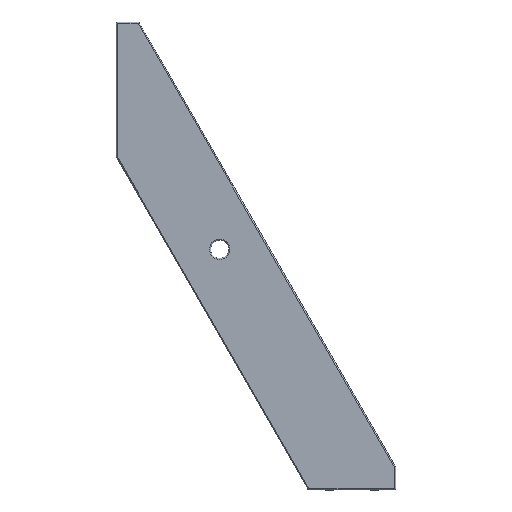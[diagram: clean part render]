
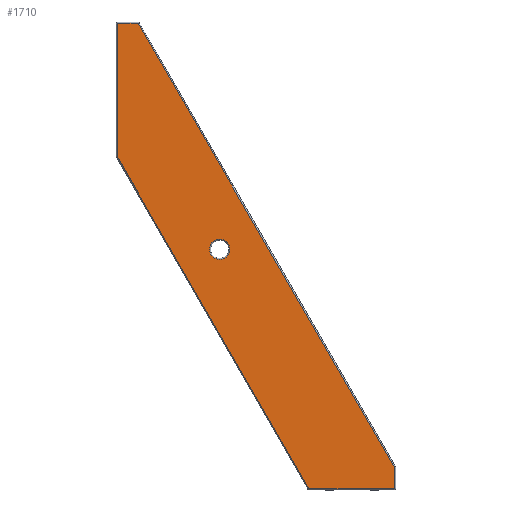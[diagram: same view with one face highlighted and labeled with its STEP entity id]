
A CAD part, left-side view. The second image highlights one B-rep face of the part: STEP entity #1710.
In plain terms, the highlighted planar face has unit normal (-1, 0, 0).
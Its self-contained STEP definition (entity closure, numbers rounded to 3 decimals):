
#2 = VERTEX_POINT ( 'NONE', #608 ) ;
#15 = DIRECTION ( 'NONE',  ( -1., 0., 0. ) ) ;
#18 = VERTEX_POINT ( 'NONE', #192 ) ;
#41 = VERTEX_POINT ( 'NONE', #478 ) ;
#55 = CARTESIAN_POINT ( 'NONE',  ( -5., 0., 0. ) ) ;
#60 = LINE ( 'NONE', #1599, #1610 ) ;
#64 = AXIS2_PLACEMENT_3D ( 'NONE', #1523, #496, #1666 ) ;
#114 = CARTESIAN_POINT ( 'NONE',  ( -5., 0., 2.5 ) ) ;
#134 = CARTESIAN_POINT ( 'NONE',  ( -5., -13.423, 209.5 ) ) ;
#143 = VERTEX_POINT ( 'NONE', #940 ) ;
#146 = EDGE_CURVE ( 'NONE', #1402, #560, #1735, .T. ) ;
#161 = DIRECTION ( 'NONE',  ( 0., 0., 1. ) ) ;
#168 = ORIENTED_EDGE ( 'NONE', *, *, #461, .T. ) ;
#184 = AXIS2_PLACEMENT_3D ( 'NONE', #272, #1452, #857 ) ;
#191 = EDGE_LOOP ( 'NONE', ( #168, #520, #566, #1854, #807, #831, #1632, #1477, #411, #1005, #380, #1509 ) ) ;
#192 = CARTESIAN_POINT ( 'NONE',  ( -5., -4.567, 150.018 ) ) ;
#227 = DIRECTION ( 'NONE',  ( -1., 0., 0. ) ) ;
#235 = CIRCLE ( 'NONE', #1887, 0.5 ) ;
#263 = DIRECTION ( 'NONE',  ( 0., -1., 0. ) ) ;
#272 = CARTESIAN_POINT ( 'NONE',  ( -5., -127.315, 3. ) ) ;
#279 = AXIS2_PLACEMENT_3D ( 'NONE', #453, #1336, #1357 ) ;
#281 = CARTESIAN_POINT ( 'NONE',  ( -5., -127.815, 11.732 ) ) ;
#289 = DIRECTION ( 'NONE',  ( 0., 0., -1. ) ) ;
#297 = EDGE_CURVE ( 'NONE', #18, #735, #1375, .T. ) ;
#302 = AXIS2_PLACEMENT_3D ( 'NONE', #55, #512, #1664 ) ;
#343 = DIRECTION ( 'NONE',  ( -1., 0., 0. ) ) ;
#380 = ORIENTED_EDGE ( 'NONE', *, *, #1007, .T. ) ;
#410 = EDGE_CURVE ( 'NONE', #1634, #18, #1577, .T. ) ;
#411 = ORIENTED_EDGE ( 'NONE', *, *, #1864, .T. ) ;
#433 = DIRECTION ( 'NONE',  ( 0., -0.5, -0.866 ) ) ;
#449 = EDGE_CURVE ( 'NONE', #672, #1163, #1314, .T. ) ;
#453 = CARTESIAN_POINT ( 'NONE',  ( -5., -50., 108.986 ) ) ;
#461 = EDGE_CURVE ( 'NONE', #41, #1634, #1860, .T. ) ;
#463 = CIRCLE ( 'NONE', #184, 0.5 ) ;
#478 = CARTESIAN_POINT ( 'NONE',  ( -5., -4.5, 209. ) ) ;
#496 = DIRECTION ( 'NONE',  ( -1., 0., 0. ) ) ;
#512 = DIRECTION ( 'NONE',  ( 1., 0., 0. ) ) ;
#520 = ORIENTED_EDGE ( 'NONE', *, *, #410, .T. ) ;
#521 = ORIENTED_EDGE ( 'NONE', *, *, #1190, .T. ) ;
#560 = VERTEX_POINT ( 'NONE', #1617 ) ;
#566 = ORIENTED_EDGE ( 'NONE', *, *, #297, .T. ) ;
#577 = CARTESIAN_POINT ( 'NONE',  ( -5., -127.815, 0. ) ) ;
#588 = CARTESIAN_POINT ( 'NONE',  ( -5., -5., 150.268 ) ) ;
#596 = EDGE_CURVE ( 'NONE', #2, #796, #1446, .T. ) ;
#608 = CARTESIAN_POINT ( 'NONE',  ( -5., -13.856, 209.25 ) ) ;
#636 = CARTESIAN_POINT ( 'NONE',  ( -5., -50., 108.986 ) ) ;
#645 = VECTOR ( 'NONE', #161, 1000. ) ;
#649 = DIRECTION ( 'NONE',  ( 0., 0., -1. ) ) ;
#672 = VERTEX_POINT ( 'NONE', #1804 ) ;
#729 = VECTOR ( 'NONE', #1269, 1000. ) ;
#735 = VERTEX_POINT ( 'NONE', #786 ) ;
#761 = EDGE_CURVE ( 'NONE', #735, #1211, #235, .T. ) ;
#766 = CARTESIAN_POINT ( 'NONE',  ( -5., -90.025, 2.5 ) ) ;
#786 = CARTESIAN_POINT ( 'NONE',  ( -5., -89.592, 2.75 ) ) ;
#796 = VERTEX_POINT ( 'NONE', #134 ) ;
#807 = ORIENTED_EDGE ( 'NONE', *, *, #854, .T. ) ;
#808 = DIRECTION ( 'NONE',  ( 0., 0., -1. ) ) ;
#831 = ORIENTED_EDGE ( 'NONE', *, *, #976, .T. ) ;
#854 = EDGE_CURVE ( 'NONE', #1211, #143, #1419, .T. ) ;
#857 = DIRECTION ( 'NONE',  ( 0., 0., -1. ) ) ;
#869 = FACE_OUTER_BOUND ( 'NONE', #191, .T. ) ;
#876 = VERTEX_POINT ( 'NONE', #1882 ) ;
#902 = LINE ( 'NONE', #1538, #729 ) ;
#907 = DIRECTION ( 'NONE',  ( 0., 0., -1. ) ) ;
#923 = CARTESIAN_POINT ( 'NONE',  ( -5., -50., 113.486 ) ) ;
#940 = CARTESIAN_POINT ( 'NONE',  ( -5., -127.315, 2.5 ) ) ;
#976 = EDGE_CURVE ( 'NONE', #143, #1386, #463, .T. ) ;
#998 = CIRCLE ( 'NONE', #1265, 4.5 ) ;
#1005 = ORIENTED_EDGE ( 'NONE', *, *, #596, .T. ) ;
#1007 = EDGE_CURVE ( 'NONE', #796, #876, #60, .T. ) ;
#1019 = AXIS2_PLACEMENT_3D ( 'NONE', #1848, #1103, #1107 ) ;
#1086 = CARTESIAN_POINT ( 'NONE',  ( -5., -90.025, 3. ) ) ;
#1103 = DIRECTION ( 'NONE',  ( -1., 0., 0. ) ) ;
#1107 = DIRECTION ( 'NONE',  ( 0., 0., -1. ) ) ;
#1163 = VERTEX_POINT ( 'NONE', #923 ) ;
#1190 = EDGE_CURVE ( 'NONE', #1163, #672, #998, .T. ) ;
#1211 = VERTEX_POINT ( 'NONE', #766 ) ;
#1220 = DIRECTION ( 'NONE',  ( 1., 0., 0. ) ) ;
#1233 = EDGE_CURVE ( 'NONE', #876, #41, #1794, .T. ) ;
#1265 = AXIS2_PLACEMENT_3D ( 'NONE', #636, #1220, #808 ) ;
#1269 = DIRECTION ( 'NONE',  ( 0., 0.5, 0.866 ) ) ;
#1314 = CIRCLE ( 'NONE', #279, 4.5 ) ;
#1317 = FACE_BOUND ( 'NONE', #1850, .T. ) ;
#1336 = DIRECTION ( 'NONE',  ( 1., 0., 0. ) ) ;
#1351 = VECTOR ( 'NONE', #433, 1000. ) ;
#1356 = VECTOR ( 'NONE', #1783, 1000. ) ;
#1357 = DIRECTION ( 'NONE',  ( 0., 0., -1. ) ) ;
#1375 = LINE ( 'NONE', #1601, #1351 ) ;
#1382 = CARTESIAN_POINT ( 'NONE',  ( -5., -13.423, 209. ) ) ;
#1386 = VERTEX_POINT ( 'NONE', #1888 ) ;
#1402 = VERTEX_POINT ( 'NONE', #281 ) ;
#1419 = LINE ( 'NONE', #114, #1750 ) ;
#1444 = EDGE_CURVE ( 'NONE', #1386, #1402, #1622, .T. ) ;
#1446 = CIRCLE ( 'NONE', #1554, 0.5 ) ;
#1452 = DIRECTION ( 'NONE',  ( -1., 0., 0. ) ) ;
#1477 = ORIENTED_EDGE ( 'NONE', *, *, #146, .T. ) ;
#1509 = ORIENTED_EDGE ( 'NONE', *, *, #1233, .T. ) ;
#1523 = CARTESIAN_POINT ( 'NONE',  ( -5., -127.315, 11.732 ) ) ;
#1538 = CARTESIAN_POINT ( 'NONE',  ( -5., -101., 58.312 ) ) ;
#1554 = AXIS2_PLACEMENT_3D ( 'NONE', #1382, #343, #907 ) ;
#1577 = CIRCLE ( 'NONE', #1788, 0.5 ) ;
#1583 = CARTESIAN_POINT ( 'NONE',  ( -5., -4.5, 0. ) ) ;
#1599 = CARTESIAN_POINT ( 'NONE',  ( -5., 0., 209.5 ) ) ;
#1601 = CARTESIAN_POINT ( 'NONE',  ( -5., -68.385, 39.482 ) ) ;
#1610 = VECTOR ( 'NONE', #1785, 1000. ) ;
#1617 = CARTESIAN_POINT ( 'NONE',  ( -5., -127.748, 11.982 ) ) ;
#1622 = LINE ( 'NONE', #577, #645 ) ;
#1632 = ORIENTED_EDGE ( 'NONE', *, *, #1444, .T. ) ;
#1634 = VERTEX_POINT ( 'NONE', #1799 ) ;
#1664 = DIRECTION ( 'NONE',  ( 0., 0., -1. ) ) ;
#1666 = DIRECTION ( 'NONE',  ( 0., 0., -1. ) ) ;
#1710 = ADVANCED_FACE ( 'NONE', ( #1317, #869 ), #1810, .F. ) ;
#1725 = ORIENTED_EDGE ( 'NONE', *, *, #449, .T. ) ;
#1735 = CIRCLE ( 'NONE', #64, 0.5 ) ;
#1750 = VECTOR ( 'NONE', #263, 1000. ) ;
#1783 = DIRECTION ( 'NONE',  ( 0., 0., -1. ) ) ;
#1785 = DIRECTION ( 'NONE',  ( 0., 1., 0. ) ) ;
#1788 = AXIS2_PLACEMENT_3D ( 'NONE', #588, #15, #289 ) ;
#1794 = CIRCLE ( 'NONE', #1019, 0.5 ) ;
#1799 = CARTESIAN_POINT ( 'NONE',  ( -5., -4.5, 150.268 ) ) ;
#1804 = CARTESIAN_POINT ( 'NONE',  ( -5., -50., 104.486 ) ) ;
#1810 = PLANE ( 'NONE',  #302 ) ;
#1848 = CARTESIAN_POINT ( 'NONE',  ( -5., -5., 209. ) ) ;
#1850 = EDGE_LOOP ( 'NONE', ( #521, #1725 ) ) ;
#1854 = ORIENTED_EDGE ( 'NONE', *, *, #761, .T. ) ;
#1860 = LINE ( 'NONE', #1583, #1356 ) ;
#1864 = EDGE_CURVE ( 'NONE', #560, #2, #902, .T. ) ;
#1882 = CARTESIAN_POINT ( 'NONE',  ( -5., -5., 209.5 ) ) ;
#1887 = AXIS2_PLACEMENT_3D ( 'NONE', #1086, #227, #649 ) ;
#1888 = CARTESIAN_POINT ( 'NONE',  ( -5., -127.815, 3. ) ) ;
